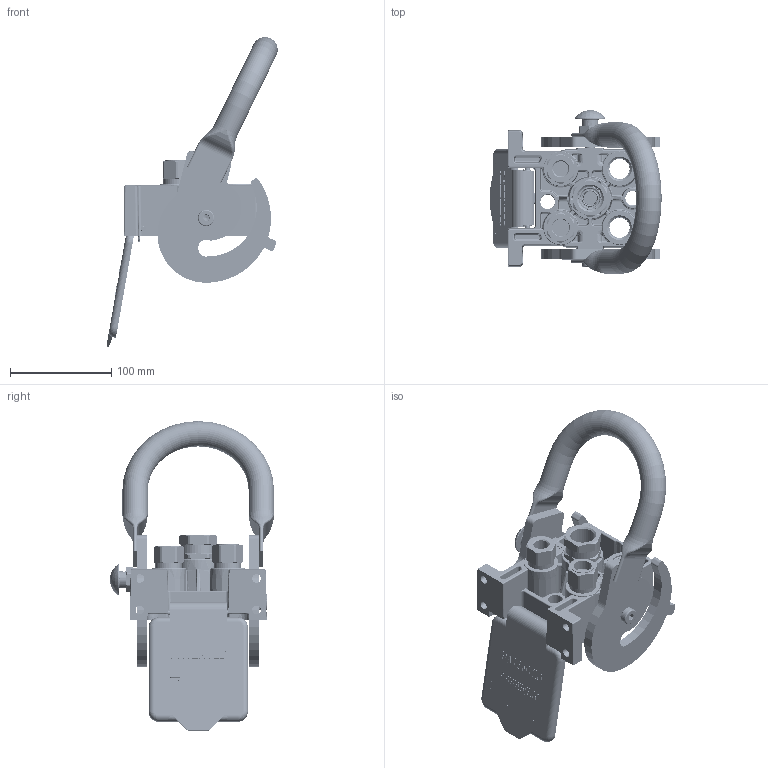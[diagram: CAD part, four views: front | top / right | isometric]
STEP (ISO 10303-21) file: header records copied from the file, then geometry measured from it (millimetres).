
FILE_DESCRIPTION (( 'STEP AP214' ), '1' );
FILE_NAME ('FASTER.step', '2021-10-07T11:10:49', ( '' ), ( '' ), 'SwSTEP 2.0', 'SolidWorks 2017', '' );
FILE_SCHEMA (( 'AUTOMOTIVE_DESIGN' ));
Length unit declared in the file: millimetre
Products named in the file (38): et011; 2ffnb38_gas_f; 2ffnb12-34g_f; A_2ffnb38_gas_f; 4810_001_0001_014; 2ffnb38-12gasf; 4840_024_1000_020; 4830_024_4001_011; 0048_042_0412_000; 4830_025_1000_000; A_2ffnb38-12gasf; 4142_072_1000_300; P506-1_F_BASE; 4830_070_0000_001; 4830_001_0005_301; 4820_001_0004_000; CURS_MOLLA_38; 4830_024_4001_000; FASTER; 4830_024_4001_000^4830_024_4001_000; 4132_014_0000_000; 4832_020_4001_000; 4132_072_0000_300; 0048_317_1000_000; curs_molla_12; 4830_013_3000_030; sicura_p5; 4830_022_0000_011; 4840_024_1000_010; 4340_014_0000_000; 4830_025_0000_001; 4830_025_2000_000; 4830_001_0005_300; or1_5x7_m; A_2ffnb12-34g_f
Assembly tree (39 placements, depth 4):
  FASTER
    P506-1_F_BASE
      4832_020_4001_000
      4830_013_3000_030  x2
      4820_001_0004_000
      4810_001_0001_014
      4830_001_0005_300
      4830_001_0005_301
      0048_317_1000_000  x2
    A_2ffnb38_gas_f
      CURS_MOLLA_38
        4132_072_0000_300
        4132_014_0000_000
      2ffnb38_gas_f
        2ffnb38_gas_f
    A_2ffnb38-12gasf
      CURS_MOLLA_38
        4132_072_0000_300
        4132_014_0000_000
      2ffnb38-12gasf
        2ffnb38-12gasf
    A_2ffnb12-34g_f
      curs_molla_12
        4340_014_0000_000
        4142_072_1000_300
      2ffnb12-34g_f
        2ffnb12-34g_f
    4830_024_4001_000
      sicura_p5
        4830_025_0000_001
        or1_5x7_m
        0048_042_0412_000
      4840_024_1000_010
      4840_024_1000_020
      4830_024_4001_011
      4830_025_2000_000
      4830_025_1000_000
      4830_022_0000_011
      4830_070_0000_001
    et011
  4830_024_4001_000^4830_024_4001_000
Bounding box: 168.92 x 161.73 x 305.46 mm (x, y, z)
Volume: 233277.8 mm3; surface area: 298762.6 mm2
Topology: 22 solids, 62 shells, 4986 faces, 12928 edges, 8199 vertices
Faces by surface type: plane 2892, cylinder 925, bspline 494, cone 367, torus 251, sphere 57
Entity records: 212610 total; most frequent: CARTESIAN_POINT 91859, ORIENTED_EDGE 25042, DIRECTION 21842, EDGE_CURVE 12645, LINE 8562, VECTOR 8562, VERTEX_POINT 8062, AXIS2_PLACEMENT_3D 6640
